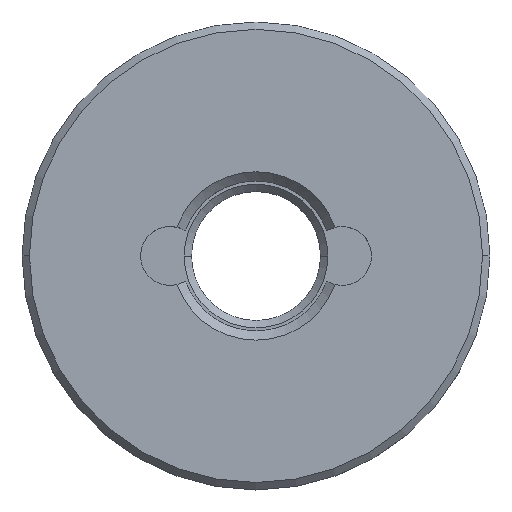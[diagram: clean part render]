
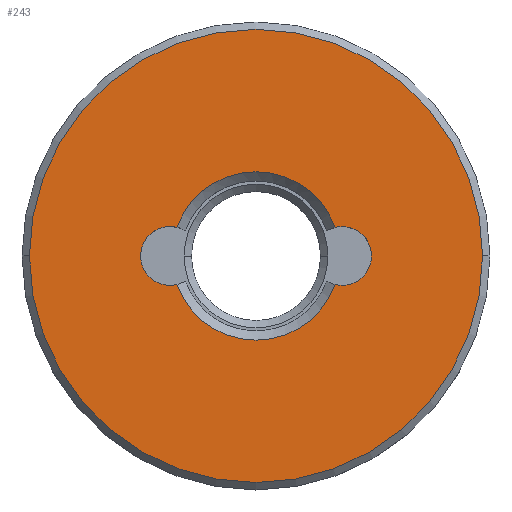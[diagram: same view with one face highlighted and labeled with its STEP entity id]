
A CAD part, top view. The second image highlights one B-rep face of the part: STEP entity #243.
In plain terms, the highlighted planar face has unit normal (0, 0, 1).
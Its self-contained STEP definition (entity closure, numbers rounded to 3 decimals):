
#4 = FACE_OUTER_BOUND ( 'NONE', #595, .T. ) ;
#8 = CARTESIAN_POINT ( 'NONE',  ( 2.335, 0., 2.2 ) ) ;
#33 = CARTESIAN_POINT ( 'NONE',  ( 2.148, 0.778, 2.2 ) ) ;
#58 = DIRECTION ( 'NONE',  ( 1., 0., 0. ) ) ;
#74 = ORIENTED_EDGE ( 'NONE', *, *, #153, .T. ) ;
#81 = DIRECTION ( 'NONE',  ( 0., 0., 1. ) ) ;
#97 = CIRCLE ( 'NONE', #655, 2.285 ) ;
#98 = AXIS2_PLACEMENT_3D ( 'NONE', #345, #117, #557 ) ;
#109 = CARTESIAN_POINT ( 'NONE',  ( -2.148, 0.778, 2.2 ) ) ;
#112 = DIRECTION ( 'NONE',  ( 0., 0., 1. ) ) ;
#113 = EDGE_CURVE ( 'NONE', #267, #635, #97, .T. ) ;
#117 = DIRECTION ( 'NONE',  ( 0., 0., 1. ) ) ;
#120 = DIRECTION ( 'NONE',  ( -1., 0., 0. ) ) ;
#127 = CARTESIAN_POINT ( 'NONE',  ( 0., 0., 2.2 ) ) ;
#153 = EDGE_CURVE ( 'NONE', #378, #565, #415, .T. ) ;
#157 = ORIENTED_EDGE ( 'NONE', *, *, #113, .T. ) ;
#160 = EDGE_CURVE ( 'NONE', #565, #378, #681, .T. ) ;
#165 = DIRECTION ( 'NONE',  ( 1., 0., 0. ) ) ;
#171 = EDGE_CURVE ( 'NONE', #271, #368, #637, .T. ) ;
#189 = CARTESIAN_POINT ( 'NONE',  ( 3.135, 0., 2.2 ) ) ;
#192 = AXIS2_PLACEMENT_3D ( 'NONE', #200, #112, #120 ) ;
#193 = DIRECTION ( 'NONE',  ( 0., 0., 1. ) ) ;
#200 = CARTESIAN_POINT ( 'NONE',  ( 2.335, 0., 2.2 ) ) ;
#202 = AXIS2_PLACEMENT_3D ( 'NONE', #127, #452, #563 ) ;
#212 = AXIS2_PLACEMENT_3D ( 'NONE', #8, #403, #342 ) ;
#219 = DIRECTION ( 'NONE',  ( 0., 0., -1. ) ) ;
#221 = EDGE_CURVE ( 'NONE', #238, #368, #489, .T. ) ;
#238 = VERTEX_POINT ( 'NONE', #109 ) ;
#243 = ADVANCED_FACE ( 'NONE', ( #492, #4 ), #441, .T. ) ;
#246 = EDGE_LOOP ( 'NONE', ( #282, #157, #586, #497, #421 ) ) ;
#267 = VERTEX_POINT ( 'NONE', #679 ) ;
#271 = VERTEX_POINT ( 'NONE', #189 ) ;
#272 = CIRCLE ( 'NONE', #357, 0.8 ) ;
#277 = CARTESIAN_POINT ( 'NONE',  ( 6.15, 0., 2.2 ) ) ;
#278 = DIRECTION ( 'NONE',  ( 0., 0., -1. ) ) ;
#282 = ORIENTED_EDGE ( 'NONE', *, *, #550, .F. ) ;
#296 = CARTESIAN_POINT ( 'NONE',  ( -6.15, 0., 2.2 ) ) ;
#299 = AXIS2_PLACEMENT_3D ( 'NONE', #652, #278, #165 ) ;
#311 = DIRECTION ( 'NONE',  ( 1., 0., 0. ) ) ;
#342 = DIRECTION ( 'NONE',  ( -1., 0., 0. ) ) ;
#345 = CARTESIAN_POINT ( 'NONE',  ( 0., 0., 2.2 ) ) ;
#357 = AXIS2_PLACEMENT_3D ( 'NONE', #566, #81, #621 ) ;
#368 = VERTEX_POINT ( 'NONE', #33 ) ;
#375 = EDGE_CURVE ( 'NONE', #238, #635, #272, .T. ) ;
#378 = VERTEX_POINT ( 'NONE', #296 ) ;
#389 = CARTESIAN_POINT ( 'NONE',  ( -2.148, -0.778, 2.2 ) ) ;
#392 = CARTESIAN_POINT ( 'NONE',  ( 0., 0., 2.2 ) ) ;
#403 = DIRECTION ( 'NONE',  ( 0., 0., 1. ) ) ;
#415 = CIRCLE ( 'NONE', #98, 6.15 ) ;
#419 = ORIENTED_EDGE ( 'NONE', *, *, #160, .T. ) ;
#421 = ORIENTED_EDGE ( 'NONE', *, *, #171, .F. ) ;
#441 = PLANE ( 'NONE',  #582 ) ;
#452 = DIRECTION ( 'NONE',  ( 0., 0., 1. ) ) ;
#489 = CIRCLE ( 'NONE', #299, 2.285 ) ;
#492 = FACE_BOUND ( 'NONE', #246, .T. ) ;
#497 = ORIENTED_EDGE ( 'NONE', *, *, #221, .T. ) ;
#550 = EDGE_CURVE ( 'NONE', #267, #271, #628, .T. ) ;
#557 = DIRECTION ( 'NONE',  ( 1., 0., 0. ) ) ;
#563 = DIRECTION ( 'NONE',  ( 1., 0., 0. ) ) ;
#565 = VERTEX_POINT ( 'NONE', #277 ) ;
#566 = CARTESIAN_POINT ( 'NONE',  ( -2.335, 0., 2.2 ) ) ;
#582 = AXIS2_PLACEMENT_3D ( 'NONE', #392, #193, #311 ) ;
#586 = ORIENTED_EDGE ( 'NONE', *, *, #375, .F. ) ;
#595 = EDGE_LOOP ( 'NONE', ( #74, #419 ) ) ;
#621 = DIRECTION ( 'NONE',  ( 1., 0., 0. ) ) ;
#628 = CIRCLE ( 'NONE', #192, 0.8 ) ;
#635 = VERTEX_POINT ( 'NONE', #389 ) ;
#637 = CIRCLE ( 'NONE', #212, 0.8 ) ;
#652 = CARTESIAN_POINT ( 'NONE',  ( 0., 0., 2.2 ) ) ;
#654 = CARTESIAN_POINT ( 'NONE',  ( 0., 0., 2.2 ) ) ;
#655 = AXIS2_PLACEMENT_3D ( 'NONE', #654, #219, #58 ) ;
#679 = CARTESIAN_POINT ( 'NONE',  ( 2.148, -0.778, 2.2 ) ) ;
#681 = CIRCLE ( 'NONE', #202, 6.15 ) ;
